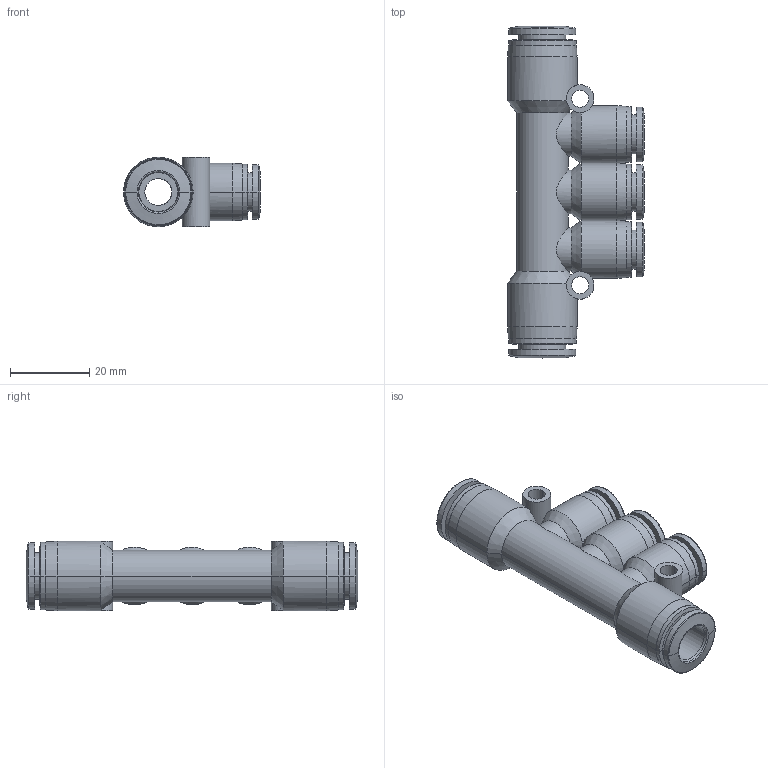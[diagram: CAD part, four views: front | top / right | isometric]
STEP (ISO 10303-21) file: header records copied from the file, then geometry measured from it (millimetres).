
FILE_DESCRIPTION (( 'STEP AP203' ), '1' );
FILE_NAME ('U3B38-516.step', '2016-02-15T20:02:10', ( '' ), ( '' ), 'SwSTEP 2.0', 'SolidWorks 2015', '' );
FILE_SCHEMA (( 'CONFIG_CONTROL_DESIGN' ));
Length unit declared in the file: inch
Products named in the file (1): U3B38-516
Bounding box: 34.45 x 83.6 x 17.5 mm (x, y, z)
Volume: 16099.2 mm3; surface area: 12510.6 mm2
Topology: 1 solids, 1 shells, 168 faces, 414 edges, 258 vertices
Faces by surface type: cylinder 74, cone 50, plane 24, bspline 20
Entity records: 6374 total; most frequent: CARTESIAN_POINT 2254, DIRECTION 908, ORIENTED_EDGE 828, EDGE_CURVE 414, AXIS2_PLACEMENT_3D 389, VERTEX_POINT 258, CIRCLE 240, EDGE_LOOP 194
